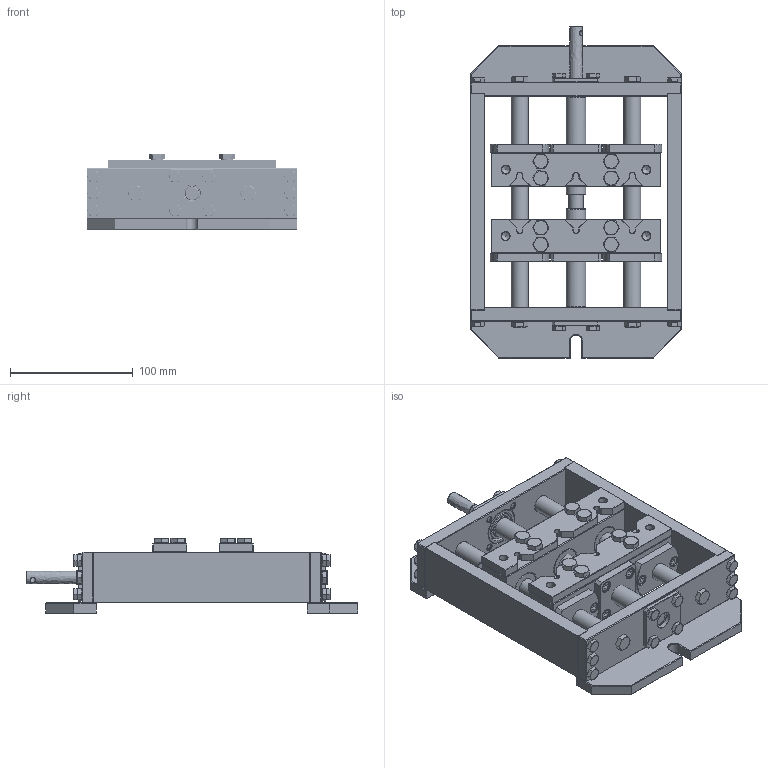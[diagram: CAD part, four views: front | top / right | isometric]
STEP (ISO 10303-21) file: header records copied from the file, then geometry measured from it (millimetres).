
FILE_DESCRIPTION(('FreeCAD Model'),'2;1');
FILE_NAME('Open CASCADE Shape Model','2025-05-09T19:30:55',('FreeCAD'),( 'FreeCAD'),'Open CASCADE STEP processor 7.6','FreeCAD','Unknown');
FILE_SCHEMA(('AUTOMOTIVE_DESIGN { 1 0 10303 214 1 1 1 1 }'));
Products named in the file (1): Open CASCADE STEP translator 7.6 1
Bounding box: 171.64 x 270.04 x 61.79 mm (x, y, z)
Volume: 926637.9 mm3; surface area: 311190.4 mm2
Topology: 83 solids, 83 shells, 2046 faces, 4581 edges, 2843 vertices
Faces by surface type: bspline 2046
Entity records: 64779 total; most frequent: CARTESIAN_POINT 37865, ORIENTED_EDGE 8978, EDGE_CURVE 4489, VERTEX_POINT 2835, FACE_BOUND 2462, EDGE_LOOP 2462, B_SPLINE_CURVE_WITH_KNOTS 2387, ADVANCED_FACE 2046
